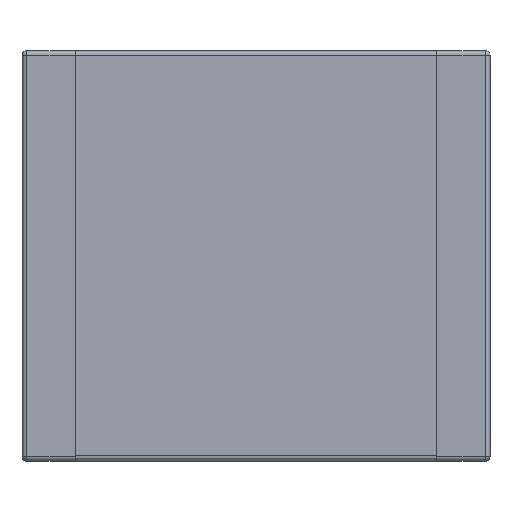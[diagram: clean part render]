
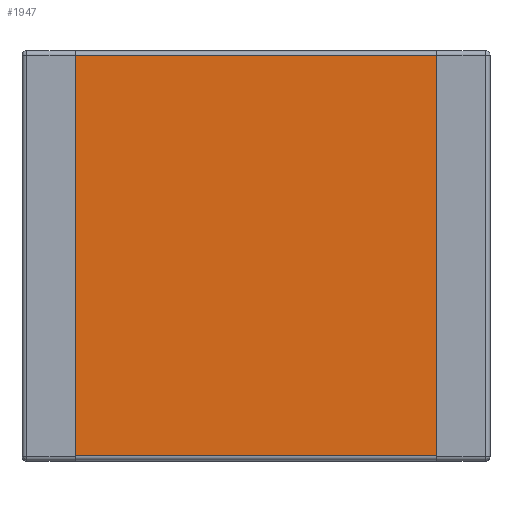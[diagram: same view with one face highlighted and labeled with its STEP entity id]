
A CAD part, top view. The second image highlights one B-rep face of the part: STEP entity #1947.
In plain terms, the highlighted planar face has unit normal (0, 0, 1).
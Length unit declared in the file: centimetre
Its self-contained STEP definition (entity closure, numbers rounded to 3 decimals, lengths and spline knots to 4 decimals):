
#57 = CARTESIAN_POINT ( 'NONE',  ( 0., -0.2438, 0.2579 ) ) ;
#89 = ORIENTED_EDGE ( 'NONE', *, *, #336, .F. ) ;
#113 = CARTESIAN_POINT ( 'NONE',  ( 0., -0.2495, 0.2579 ) ) ;
#129 = EDGE_CURVE ( 'NONE', #501, #1965, #1057, .T. ) ;
#172 = CARTESIAN_POINT ( 'NONE',  ( -0.22, -0.2438, 0.2579 ) ) ;
#179 = VERTEX_POINT ( 'NONE', #845 ) ;
#252 = DIRECTION ( 'NONE',  ( 0., -1., 0. ) ) ;
#278 = DIRECTION ( 'NONE',  ( 1., 0., 0. ) ) ;
#301 = ORIENTED_EDGE ( 'NONE', *, *, #129, .F. ) ;
#336 = EDGE_CURVE ( 'NONE', #179, #495, #1477, .T. ) ;
#366 = ORIENTED_EDGE ( 'NONE', *, *, #1787, .T. ) ;
#374 = ORIENTED_EDGE ( 'NONE', *, *, #1775, .T. ) ;
#495 = VERTEX_POINT ( 'NONE', #1238 ) ;
#501 = VERTEX_POINT ( 'NONE', #172 ) ;
#520 = FACE_OUTER_BOUND ( 'NONE', #862, .T. ) ;
#629 = CARTESIAN_POINT ( 'NONE',  ( -0.22, 0.2438, 0.2579 ) ) ;
#843 = DIRECTION ( 'NONE',  ( -1., 0., 0. ) ) ;
#845 = CARTESIAN_POINT ( 'NONE',  ( 0.22, 0.2438, 0.2579 ) ) ;
#862 = EDGE_LOOP ( 'NONE', ( #366, #301, #374, #89 ) ) ;
#978 = LINE ( 'NONE', #57, #1556 ) ;
#981 = AXIS2_PLACEMENT_3D ( 'NONE', #113, #1228, #278 ) ;
#1057 = LINE ( 'NONE', #1415, #1060 ) ;
#1060 = VECTOR ( 'NONE', #1140, 100. ) ;
#1140 = DIRECTION ( 'NONE',  ( 0., 1., 0. ) ) ;
#1163 = CARTESIAN_POINT ( 'NONE',  ( 0., 0.2438, 0.2579 ) ) ;
#1228 = DIRECTION ( 'NONE',  ( 0., 0., 1. ) ) ;
#1238 = CARTESIAN_POINT ( 'NONE',  ( 0.22, -0.2438, 0.2579 ) ) ;
#1257 = CARTESIAN_POINT ( 'NONE',  ( 0.22, -0.25, 0.2579 ) ) ;
#1415 = CARTESIAN_POINT ( 'NONE',  ( -0.22, -0.25, 0.2579 ) ) ;
#1477 = LINE ( 'NONE', #1257, #1520 ) ;
#1500 = PLANE ( 'NONE',  #981 ) ;
#1520 = VECTOR ( 'NONE', #252, 100. ) ;
#1556 = VECTOR ( 'NONE', #1890, 100. ) ;
#1775 = EDGE_CURVE ( 'NONE', #501, #495, #978, .T. ) ;
#1787 = EDGE_CURVE ( 'NONE', #179, #1965, #1819, .T. ) ;
#1819 = LINE ( 'NONE', #1163, #1971 ) ;
#1890 = DIRECTION ( 'NONE',  ( 1., 0., 0. ) ) ;
#1947 = ADVANCED_FACE ( 'NONE', ( #520 ), #1500, .T. ) ;
#1965 = VERTEX_POINT ( 'NONE', #629 ) ;
#1971 = VECTOR ( 'NONE', #843, 100. ) ;
